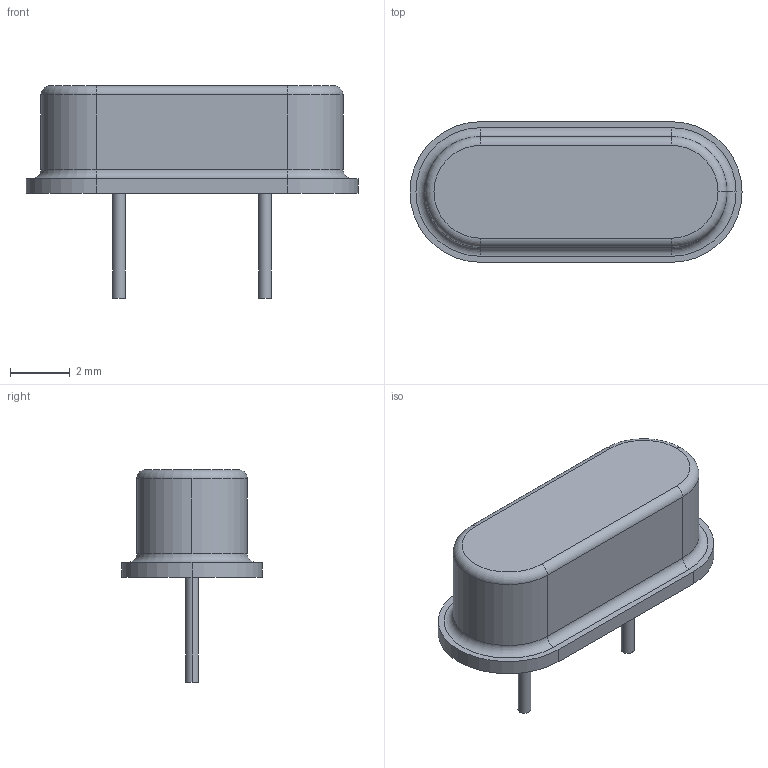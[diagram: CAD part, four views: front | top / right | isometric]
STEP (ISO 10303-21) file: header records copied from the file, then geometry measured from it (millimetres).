
FILE_DESCRIPTION (( 'STEP AP214' ), '1' );
FILE_NAME ('OSC-TH_L11.1-W4.7-P4.88.step', '2023-03-23T08:16:43', ( '' ), ( '' ), 'SwSTEP 2.0', 'SolidWorks 2020', '' );
FILE_SCHEMA (( 'AUTOMOTIVE_DESIGN' ));
Length unit declared in the file: millimetre
Products named in the file (1): OSC-TH_L11.1-W4.7-P4.88
Bounding box: 11.1 x 4.7 x 7.1 mm (x, y, z)
Volume: 131.5 mm3; surface area: 187.7 mm2
Topology: 1 solids, 1 shells, 253 faces, 679 edges, 450 vertices
Faces by surface type: plane 135, bspline 98, cylinder 14, torus 6
Entity records: 11196 total; most frequent: CARTESIAN_POINT 2689, ORIENTED_EDGE 1358, DIRECTION 829, EDGE_CURVE 679, VERTEX_POINT 450, VECTOR 441, LINE 441, EDGE_LOOP 275
